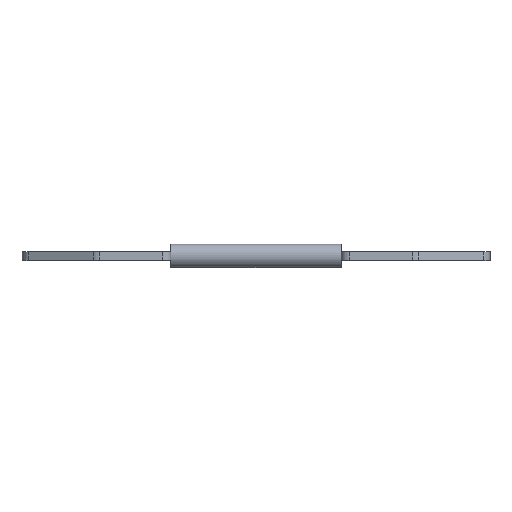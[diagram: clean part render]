
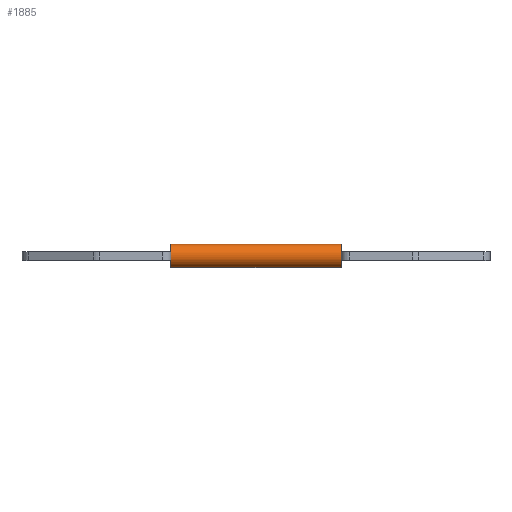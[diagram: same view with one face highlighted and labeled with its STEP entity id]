
A CAD part, top view. The second image highlights one B-rep face of the part: STEP entity #1885.
In plain terms, the highlighted cylindrical face has radius 2.75 mm (diameter 5.5 mm), a partial arc.
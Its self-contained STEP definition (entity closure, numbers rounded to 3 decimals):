
#1808=CARTESIAN_POINT('',(0.0,1.,80.5));
#1809=DIRECTION('',(1.0,0.0,0.0));
#1810=DIRECTION('',(0.0,0.977,-0.211));
#1811=AXIS2_PLACEMENT_3D('',#1808,#1809,#1810);
#1812=CYLINDRICAL_SURFACE('',#1811,2.75);
#1813=CARTESIAN_POINT('',(20.0,-1.688,81.08));
#1814=VERTEX_POINT('',#1813);
#1815=CARTESIAN_POINT('',(-20.0,-1.688,81.08));
#1816=VERTEX_POINT('',#1815);
#1817=CARTESIAN_POINT('',(20.0,-1.688,81.08));
#1818=DIRECTION('',(-1.0,0.0,0.0));
#1819=VECTOR('',#1818,40.0);
#1820=LINE('',#1817,#1819);
#1821=EDGE_CURVE('',#1814,#1816,#1820,.T.);
#1822=ORIENTED_EDGE('',*,*,#1821,.F.);
#1823=CARTESIAN_POINT('',(20.0,0.0,83.062));
#1824=VERTEX_POINT('',#1823);
#1825=CARTESIAN_POINT('',(20.0,1.,80.5));
#1826=DIRECTION('',(-1.0,0.0,0.0));
#1827=DIRECTION('',(0.0,0.977,-0.211));
#1828=AXIS2_PLACEMENT_3D('',#1825,#1826,#1827);
#1829=CIRCLE('',#1828,2.75);
#1830=EDGE_CURVE('',#1814,#1824,#1829,.T.);
#1831=ORIENTED_EDGE('',*,*,#1830,.T.);
#1832=CARTESIAN_POINT('',(20.0,2.0,83.062));
#1833=VERTEX_POINT('',#1832);
#1834=CARTESIAN_POINT('',(20.0,1.,80.5));
#1835=DIRECTION('',(1.0,0.0,0.0));
#1836=DIRECTION('',(0.0,0.977,-0.211));
#1837=AXIS2_PLACEMENT_3D('',#1834,#1835,#1836);
#1838=CIRCLE('',#1837,2.75);
#1839=EDGE_CURVE('',#1833,#1824,#1838,.T.);
#1840=ORIENTED_EDGE('',*,*,#1839,.F.);
#1841=CARTESIAN_POINT('',(20.0,3.688,79.92));
#1842=VERTEX_POINT('',#1841);
#1843=CARTESIAN_POINT('',(20.0,1.,80.5));
#1844=DIRECTION('',(-1.0,0.0,0.0));
#1845=DIRECTION('',(0.0,0.977,-0.211));
#1846=AXIS2_PLACEMENT_3D('',#1843,#1844,#1845);
#1847=CIRCLE('',#1846,2.75);
#1848=EDGE_CURVE('',#1833,#1842,#1847,.T.);
#1849=ORIENTED_EDGE('',*,*,#1848,.T.);
#1850=CARTESIAN_POINT('',(-20.0,3.688,79.92));
#1851=VERTEX_POINT('',#1850);
#1852=CARTESIAN_POINT('',(20.0,3.688,79.92));
#1853=DIRECTION('',(-1.0,0.0,0.0));
#1854=VECTOR('',#1853,40.0);
#1855=LINE('',#1852,#1854);
#1856=EDGE_CURVE('',#1842,#1851,#1855,.T.);
#1857=ORIENTED_EDGE('',*,*,#1856,.T.);
#1858=CARTESIAN_POINT('',(-20.0,2.0,83.062));
#1859=VERTEX_POINT('',#1858);
#1860=CARTESIAN_POINT('',(-20.0,1.,80.5));
#1861=DIRECTION('',(1.0,0.0,0.0));
#1862=DIRECTION('',(0.0,0.977,-0.211));
#1863=AXIS2_PLACEMENT_3D('',#1860,#1861,#1862);
#1864=CIRCLE('',#1863,2.75);
#1865=EDGE_CURVE('',#1851,#1859,#1864,.T.);
#1866=ORIENTED_EDGE('',*,*,#1865,.T.);
#1867=CARTESIAN_POINT('',(-20.0,0.0,83.062));
#1868=VERTEX_POINT('',#1867);
#1869=CARTESIAN_POINT('',(-20.0,1.,80.5));
#1870=DIRECTION('',(-1.0,0.0,0.0));
#1871=DIRECTION('',(0.0,0.977,-0.211));
#1872=AXIS2_PLACEMENT_3D('',#1869,#1870,#1871);
#1873=CIRCLE('',#1872,2.75);
#1874=EDGE_CURVE('',#1868,#1859,#1873,.T.);
#1875=ORIENTED_EDGE('',*,*,#1874,.F.);
#1876=CARTESIAN_POINT('',(-20.0,1.,80.5));
#1877=DIRECTION('',(1.0,0.0,0.0));
#1878=DIRECTION('',(0.0,0.977,-0.211));
#1879=AXIS2_PLACEMENT_3D('',#1876,#1877,#1878);
#1880=CIRCLE('',#1879,2.75);
#1881=EDGE_CURVE('',#1868,#1816,#1880,.T.);
#1882=ORIENTED_EDGE('',*,*,#1881,.T.);
#1883=EDGE_LOOP('',(#1822,#1831,#1840,#1849,#1857,#1866,#1875,#1882));
#1884=FACE_OUTER_BOUND('',#1883,.T.);
#1885=ADVANCED_FACE('',(#1884),#1812,.T.);
